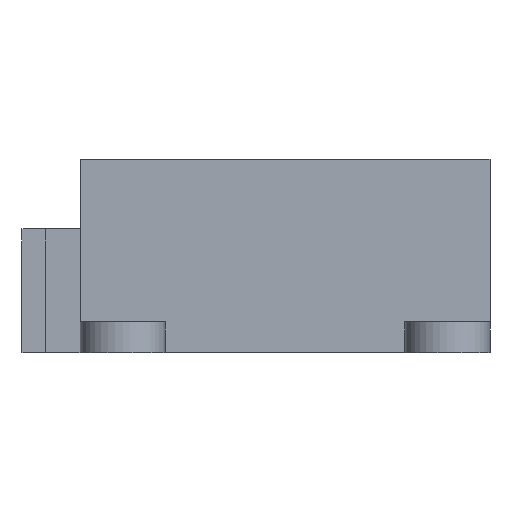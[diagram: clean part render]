
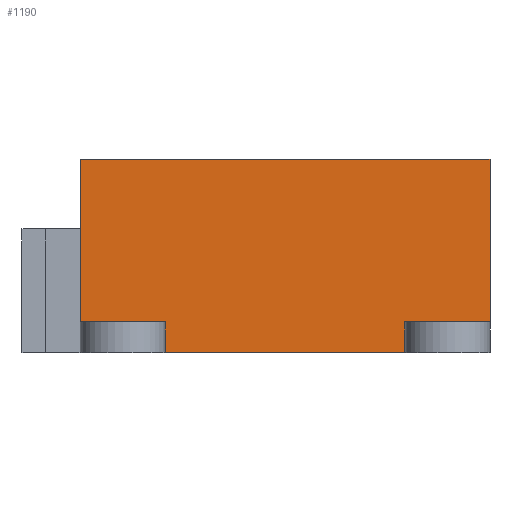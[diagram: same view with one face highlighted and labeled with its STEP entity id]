
A CAD part, front view. The second image highlights one B-rep face of the part: STEP entity #1190.
In plain terms, the highlighted planar face has unit normal (0, -1, 0).
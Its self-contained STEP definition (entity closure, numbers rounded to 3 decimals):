
#1043=CARTESIAN_POINT('Vertex',(-28.,-25.,4.)) ;
#1046=CARTESIAN_POINT('Line Origine',(-28.,-25.,14.5)) ;
#1050=CARTESIAN_POINT('Vertex',(-28.,-25.,25.)) ;
#1115=CARTESIAN_POINT('Vertex',(-17.,-25.,0.)) ;
#1118=CARTESIAN_POINT('Line Origine',(-17.,-25.,2.)) ;
#1122=CARTESIAN_POINT('Vertex',(-17.,-25.,4.)) ;
#1137=CARTESIAN_POINT('Axis2P3D Location',(25.,-25.,0.)) ;
#1142=CARTESIAN_POINT('Line Origine',(14.,-25.,2.)) ;
#1146=CARTESIAN_POINT('Vertex',(14.,-25.,0.)) ;
#1148=CARTESIAN_POINT('Vertex',(14.,-25.,4.)) ;
#1151=CARTESIAN_POINT('Line Origine',(19.5,-25.,4.)) ;
#1155=CARTESIAN_POINT('Vertex',(25.,-25.,4.)) ;
#1158=CARTESIAN_POINT('Line Origine',(25.,-25.,14.5)) ;
#1162=CARTESIAN_POINT('Vertex',(25.,-25.,25.)) ;
#1165=CARTESIAN_POINT('Line Origine',(-1.5,-25.,25.)) ;
#1170=CARTESIAN_POINT('Line Origine',(-22.5,-25.,4.)) ;
#1175=CARTESIAN_POINT('Line Origine',(-1.5,-25.,0.)) ;
#1047=DIRECTION('Vector Direction',(0.,0.,1.)) ;
#1119=DIRECTION('Vector Direction',(0.,0.,1.)) ;
#1138=DIRECTION('Axis2P3D Direction',(0.,1.,-0.)) ;
#1139=DIRECTION('Axis2P3D XDirection',(-1.,0.,0.)) ;
#1143=DIRECTION('Vector Direction',(0.,0.,1.)) ;
#1152=DIRECTION('Vector Direction',(-1.,0.,0.)) ;
#1159=DIRECTION('Vector Direction',(0.,0.,1.)) ;
#1166=DIRECTION('Vector Direction',(-1.,0.,0.)) ;
#1171=DIRECTION('Vector Direction',(1.,0.,0.)) ;
#1176=DIRECTION('Vector Direction',(-1.,0.,0.)) ;
#1140=AXIS2_PLACEMENT_3D('Plane Axis2P3D',#1137,#1138,#1139) ;
#1181=ORIENTED_EDGE('',*,*,#1150,.T.) ;
#1182=ORIENTED_EDGE('',*,*,#1157,.F.) ;
#1183=ORIENTED_EDGE('',*,*,#1164,.T.) ;
#1184=ORIENTED_EDGE('',*,*,#1169,.F.) ;
#1185=ORIENTED_EDGE('',*,*,#1052,.F.) ;
#1186=ORIENTED_EDGE('',*,*,#1174,.F.) ;
#1187=ORIENTED_EDGE('',*,*,#1124,.F.) ;
#1188=ORIENTED_EDGE('',*,*,#1179,.T.) ;
#1048=VECTOR('Line Direction',#1047,1.) ;
#1120=VECTOR('Line Direction',#1119,1.) ;
#1144=VECTOR('Line Direction',#1143,1.) ;
#1153=VECTOR('Line Direction',#1152,1.) ;
#1160=VECTOR('Line Direction',#1159,1.) ;
#1167=VECTOR('Line Direction',#1166,1.) ;
#1172=VECTOR('Line Direction',#1171,1.) ;
#1177=VECTOR('Line Direction',#1176,1.) ;
#1190=ADVANCED_FACE('Hauptk\X2\00F6\X0\rper',(#1189),#1141,.F.) ;
#1052=EDGE_CURVE('',#1044,#1051,#1049,.T.) ;
#1124=EDGE_CURVE('',#1116,#1123,#1121,.T.) ;
#1150=EDGE_CURVE('',#1147,#1149,#1145,.T.) ;
#1157=EDGE_CURVE('',#1156,#1149,#1154,.T.) ;
#1164=EDGE_CURVE('',#1156,#1163,#1161,.T.) ;
#1169=EDGE_CURVE('',#1051,#1163,#1168,.F.) ;
#1174=EDGE_CURVE('',#1123,#1044,#1173,.F.) ;
#1179=EDGE_CURVE('',#1116,#1147,#1178,.F.) ;
#1180=EDGE_LOOP('',(#1181,#1182,#1183,#1184,#1185,#1186,#1187,#1188)) ;
#1189=FACE_OUTER_BOUND('',#1180,.T.) ;
#1049=LINE('Line',#1046,#1048) ;
#1121=LINE('Line',#1118,#1120) ;
#1145=LINE('Line',#1142,#1144) ;
#1154=LINE('Line',#1151,#1153) ;
#1161=LINE('Line',#1158,#1160) ;
#1168=LINE('Line',#1165,#1167) ;
#1173=LINE('Line',#1170,#1172) ;
#1178=LINE('Line',#1175,#1177) ;
#1141=PLANE('Plane',#1140) ;
#1044=VERTEX_POINT('',#1043) ;
#1051=VERTEX_POINT('',#1050) ;
#1116=VERTEX_POINT('',#1115) ;
#1123=VERTEX_POINT('',#1122) ;
#1147=VERTEX_POINT('',#1146) ;
#1149=VERTEX_POINT('',#1148) ;
#1156=VERTEX_POINT('',#1155) ;
#1163=VERTEX_POINT('',#1162) ;
